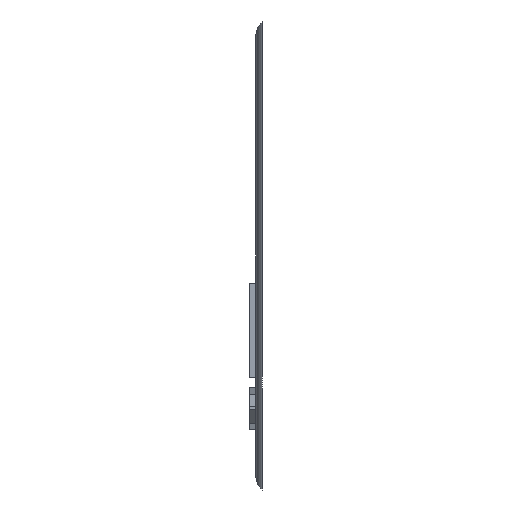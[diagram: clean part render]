
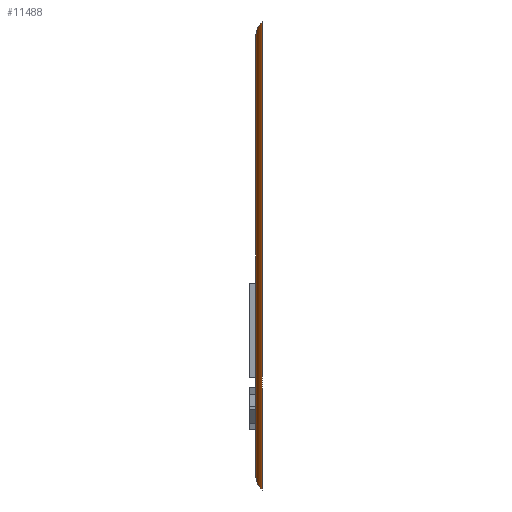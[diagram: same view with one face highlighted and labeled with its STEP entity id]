
A CAD part, left-side view. The second image highlights one B-rep face of the part: STEP entity #11488.
In plain terms, the highlighted cylindrical face has radius 5 mm (diameter 10 mm), a partial arc.
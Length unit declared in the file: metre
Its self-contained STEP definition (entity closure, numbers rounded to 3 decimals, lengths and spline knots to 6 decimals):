
#14=ELLIPSE('',#15087,0.007071,0.005);
#15=ELLIPSE('',#15089,0.007071,0.005);
#19=CYLINDRICAL_SURFACE('',#15090,0.005);
#2903=ORIENTED_EDGE('',*,*,#4513,.T.);
#2904=ORIENTED_EDGE('',*,*,#4508,.F.);
#2905=ORIENTED_EDGE('',*,*,#4514,.T.);
#2906=ORIENTED_EDGE('',*,*,#4474,.F.);
#4474=EDGE_CURVE('',#5520,#5521,#7004,.T.);
#4508=EDGE_CURVE('',#5554,#5555,#7038,.T.);
#4513=EDGE_CURVE('',#5520,#5555,#14,.F.);
#4514=EDGE_CURVE('',#5554,#5521,#15,.T.);
#5520=VERTEX_POINT('',#20509);
#5521=VERTEX_POINT('',#20511);
#5554=VERTEX_POINT('',#20578);
#5555=VERTEX_POINT('',#20580);
#7004=LINE('',#20510,#8518);
#7038=LINE('',#20579,#8552);
#8518=VECTOR('',#17490,1.);
#8552=VECTOR('',#17526,1.);
#9268=EDGE_LOOP('',(#2903,#2904,#2905,#2906));
#9956=FACE_BOUND('',#9268,.T.);
#11488=ADVANCED_FACE('',(#9956),#19,.T.);
#15087=AXIS2_PLACEMENT_3D('',#20588,#17537,#17538);
#15089=AXIS2_PLACEMENT_3D('',#20590,#17541,#17542);
#15090=AXIS2_PLACEMENT_3D('',#20591,#17543,#17544);
#17490=DIRECTION('',(0.,0.,1.));
#17526=DIRECTION('',(0.,0.,-1.));
#17537=DIRECTION('',(0.707,0.,-0.707));
#17538=DIRECTION('',(0.707,0.,0.707));
#17541=DIRECTION('',(-0.707,0.,-0.707));
#17542=DIRECTION('',(-0.707,0.,0.707));
#17543=DIRECTION('',(0.,0.,-1.));
#17544=DIRECTION('',(0.,1.,0.));
#20509=CARTESIAN_POINT('',(-0.005993,-0.007,-0.067162));
#20510=CARTESIAN_POINT('',(-0.005993,-0.007,0.073874));
#20511=CARTESIAN_POINT('',(-0.005993,-0.007,0.068874));
#20578=CARTESIAN_POINT('',(-0.009993,-0.009,0.072874));
#20579=CARTESIAN_POINT('',(-0.009993,-0.009,0.000856));
#20580=CARTESIAN_POINT('',(-0.009993,-0.009,-0.071162));
#20588=CARTESIAN_POINT('',(-0.005993,-0.012,-0.067162));
#20590=CARTESIAN_POINT('',(-0.005993,-0.012,0.068874));
#20591=CARTESIAN_POINT('',(-0.005993,-0.012,0.000856));
